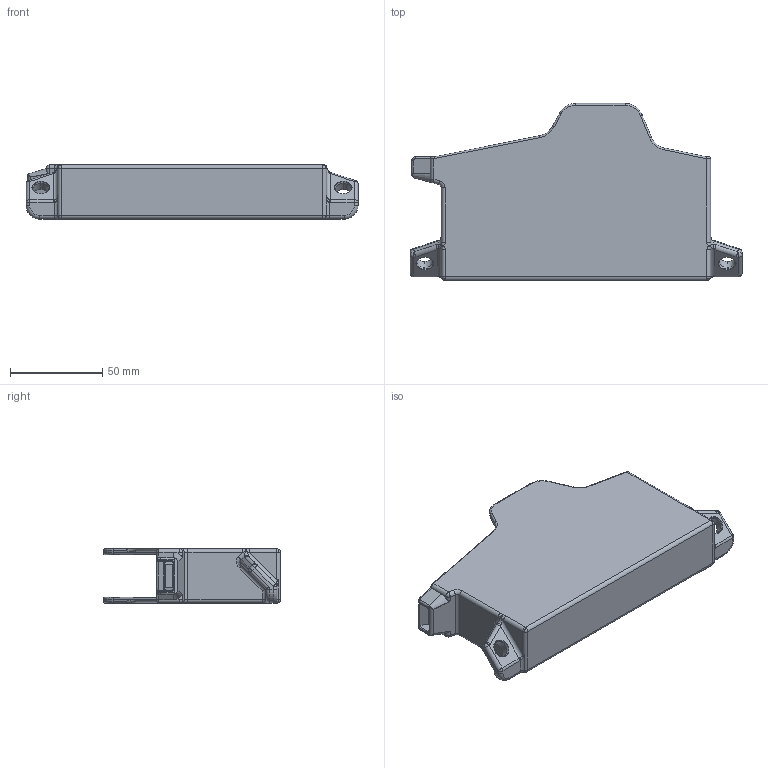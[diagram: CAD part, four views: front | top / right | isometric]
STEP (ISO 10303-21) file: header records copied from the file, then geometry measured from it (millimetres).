
FILE_DESCRIPTION((''),'2;1');
FILE_NAME('ADS_BOX_HOUSING','2022-02-01T12:00:04',('stribrnyj'),(''),'CREO PARAMETRIC BY PTC INC, 2019344','CREO PARAMETRIC BY PTC INC, 2019344','');
FILE_SCHEMA(('CONFIG_CONTROL_DESIGN'));
Products named in the file (1): ADS_BOX_HOUSING
Bounding box: 180 x 96 x 29.5 mm (x, y, z)
Volume: 95716.4 mm3; surface area: 71369.6 mm2
Topology: 1 solids, 1 shells, 1258 faces, 3134 edges, 1890 vertices
Faces by surface type: cylinder 368, bspline 340, plane 249, extrusion 164, torus 89, sphere 36, cone 12
Entity records: 62244 total; most frequent: CARTESIAN_POINT 35499, ORIENTED_EDGE 6252, DIRECTION 4448, EDGE_CURVE 3126, VERTEX_POINT 1890, AXIS2_PLACEMENT_3D 1521, VECTOR 1406, EDGE_LOOP 1288
